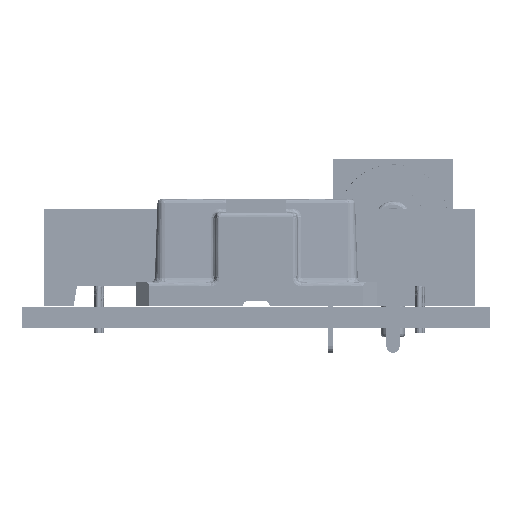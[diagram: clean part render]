
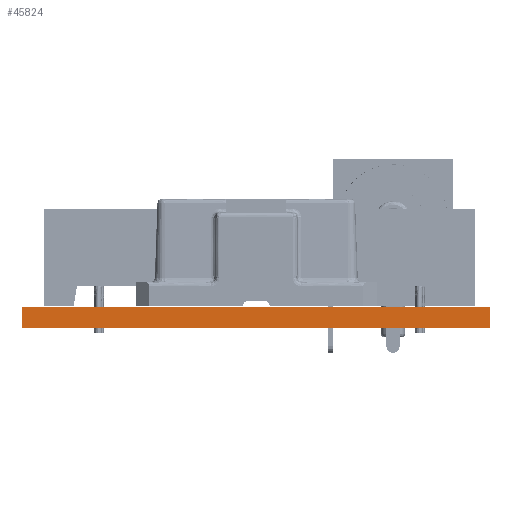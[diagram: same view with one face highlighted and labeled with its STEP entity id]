
A CAD part, left-side view. The second image highlights one B-rep face of the part: STEP entity #45824.
In plain terms, the highlighted planar face has unit normal (-1, 0, 0).
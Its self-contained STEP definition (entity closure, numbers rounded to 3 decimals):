
#37598 = PLANE('',#37599);
#37599 = AXIS2_PLACEMENT_3D('',#37600,#37601,#37602);
#37600 = CARTESIAN_POINT('',(54.86,-154.85,0.));
#37601 = DIRECTION('',(0.,1.,0.));
#37602 = DIRECTION('',(1.,0.,0.));
#37626 = PLANE('',#37627);
#37627 = AXIS2_PLACEMENT_3D('',#37628,#37629,#37630);
#37628 = CARTESIAN_POINT('',(203.86,-137.35,1.6));
#37629 = DIRECTION('',(0.,0.,1.));
#37630 = DIRECTION('',(1.,0.,-0.));
#37654 = PLANE('',#37655);
#37655 = AXIS2_PLACEMENT_3D('',#37656,#37657,#37658);
#37656 = CARTESIAN_POINT('',(352.86,-119.85,0.));
#37657 = DIRECTION('',(0.,-1.,0.));
#37658 = DIRECTION('',(-1.,0.,0.));
#37680 = PLANE('',#37681);
#37681 = AXIS2_PLACEMENT_3D('',#37682,#37683,#37684);
#37682 = CARTESIAN_POINT('',(203.86,-137.35,0.));
#37683 = DIRECTION('',(0.,0.,1.));
#37684 = DIRECTION('',(1.,0.,-0.));
#37695 = EDGE_CURVE('',#37696,#37698,#37700,.T.);
#37696 = VERTEX_POINT('',#37697);
#37697 = CARTESIAN_POINT('',(54.86,-154.85,0.));
#37698 = VERTEX_POINT('',#37699);
#37699 = CARTESIAN_POINT('',(54.86,-154.85,1.6));
#37700 = SURFACE_CURVE('',#37701,(#37705,#37712),.PCURVE_S1.);
#37701 = LINE('',#37702,#37703);
#37702 = CARTESIAN_POINT('',(54.86,-154.85,0.));
#37703 = VECTOR('',#37704,1.);
#37704 = DIRECTION('',(0.,0.,1.));
#37705 = PCURVE('',#37598,#37706);
#37706 = DEFINITIONAL_REPRESENTATION('',(#37707),#37711);
#37707 = LINE('',#37708,#37709);
#37708 = CARTESIAN_POINT('',(0.,0.));
#37709 = VECTOR('',#37710,1.);
#37710 = DIRECTION('',(0.,-1.));
#37711 = ( GEOMETRIC_REPRESENTATION_CONTEXT(2) 
PARAMETRIC_REPRESENTATION_CONTEXT() REPRESENTATION_CONTEXT('2D SPACE',''
  ) );
#37712 = PCURVE('',#37713,#37718);
#37713 = PLANE('',#37714);
#37714 = AXIS2_PLACEMENT_3D('',#37715,#37716,#37717);
#37715 = CARTESIAN_POINT('',(54.86,-119.85,0.));
#37716 = DIRECTION('',(1.,0.,-0.));
#37717 = DIRECTION('',(0.,-1.,0.));
#37718 = DEFINITIONAL_REPRESENTATION('',(#37719),#37723);
#37719 = LINE('',#37720,#37721);
#37720 = CARTESIAN_POINT('',(35.,0.));
#37721 = VECTOR('',#37722,1.);
#37722 = DIRECTION('',(0.,-1.));
#37723 = ( GEOMETRIC_REPRESENTATION_CONTEXT(2) 
PARAMETRIC_REPRESENTATION_CONTEXT() REPRESENTATION_CONTEXT('2D SPACE',''
  ) );
#37773 = VERTEX_POINT('',#37774);
#37774 = CARTESIAN_POINT('',(54.86,-119.85,1.6));
#37795 = EDGE_CURVE('',#37796,#37773,#37798,.T.);
#37796 = VERTEX_POINT('',#37797);
#37797 = CARTESIAN_POINT('',(54.86,-119.85,0.));
#37798 = SURFACE_CURVE('',#37799,(#37803,#37810),.PCURVE_S1.);
#37799 = LINE('',#37800,#37801);
#37800 = CARTESIAN_POINT('',(54.86,-119.85,0.));
#37801 = VECTOR('',#37802,1.);
#37802 = DIRECTION('',(0.,0.,1.));
#37803 = PCURVE('',#37654,#37804);
#37804 = DEFINITIONAL_REPRESENTATION('',(#37805),#37809);
#37805 = LINE('',#37806,#37807);
#37806 = CARTESIAN_POINT('',(298.,0.));
#37807 = VECTOR('',#37808,1.);
#37808 = DIRECTION('',(0.,-1.));
#37809 = ( GEOMETRIC_REPRESENTATION_CONTEXT(2) 
PARAMETRIC_REPRESENTATION_CONTEXT() REPRESENTATION_CONTEXT('2D SPACE',''
  ) );
#37810 = PCURVE('',#37713,#37811);
#37811 = DEFINITIONAL_REPRESENTATION('',(#37812),#37816);
#37812 = LINE('',#37813,#37814);
#37813 = CARTESIAN_POINT('',(0.,0.));
#37814 = VECTOR('',#37815,1.);
#37815 = DIRECTION('',(0.,-1.));
#37816 = ( GEOMETRIC_REPRESENTATION_CONTEXT(2) 
PARAMETRIC_REPRESENTATION_CONTEXT() REPRESENTATION_CONTEXT('2D SPACE',''
  ) );
#37844 = EDGE_CURVE('',#37796,#37696,#37845,.T.);
#37845 = SURFACE_CURVE('',#37846,(#37850,#37857),.PCURVE_S1.);
#37846 = LINE('',#37847,#37848);
#37847 = CARTESIAN_POINT('',(54.86,-119.85,0.));
#37848 = VECTOR('',#37849,1.);
#37849 = DIRECTION('',(0.,-1.,0.));
#37850 = PCURVE('',#37680,#37851);
#37851 = DEFINITIONAL_REPRESENTATION('',(#37852),#37856);
#37852 = LINE('',#37853,#37854);
#37853 = CARTESIAN_POINT('',(-149.,17.5));
#37854 = VECTOR('',#37855,1.);
#37855 = DIRECTION('',(0.,-1.));
#37856 = ( GEOMETRIC_REPRESENTATION_CONTEXT(2) 
PARAMETRIC_REPRESENTATION_CONTEXT() REPRESENTATION_CONTEXT('2D SPACE',''
  ) );
#37857 = PCURVE('',#37713,#37858);
#37858 = DEFINITIONAL_REPRESENTATION('',(#37859),#37863);
#37859 = LINE('',#37860,#37861);
#37860 = CARTESIAN_POINT('',(0.,0.));
#37861 = VECTOR('',#37862,1.);
#37862 = DIRECTION('',(1.,0.));
#37863 = ( GEOMETRIC_REPRESENTATION_CONTEXT(2) 
PARAMETRIC_REPRESENTATION_CONTEXT() REPRESENTATION_CONTEXT('2D SPACE',''
  ) );
#42187 = EDGE_CURVE('',#37773,#37698,#42188,.T.);
#42188 = SURFACE_CURVE('',#42189,(#42193,#42200),.PCURVE_S1.);
#42189 = LINE('',#42190,#42191);
#42190 = CARTESIAN_POINT('',(54.86,-119.85,1.6));
#42191 = VECTOR('',#42192,1.);
#42192 = DIRECTION('',(0.,-1.,0.));
#42193 = PCURVE('',#37626,#42194);
#42194 = DEFINITIONAL_REPRESENTATION('',(#42195),#42199);
#42195 = LINE('',#42196,#42197);
#42196 = CARTESIAN_POINT('',(-149.,17.5));
#42197 = VECTOR('',#42198,1.);
#42198 = DIRECTION('',(0.,-1.));
#42199 = ( GEOMETRIC_REPRESENTATION_CONTEXT(2) 
PARAMETRIC_REPRESENTATION_CONTEXT() REPRESENTATION_CONTEXT('2D SPACE',''
  ) );
#42200 = PCURVE('',#37713,#42201);
#42201 = DEFINITIONAL_REPRESENTATION('',(#42202),#42206);
#42202 = LINE('',#42203,#42204);
#42203 = CARTESIAN_POINT('',(0.,-1.6));
#42204 = VECTOR('',#42205,1.);
#42205 = DIRECTION('',(1.,0.));
#42206 = ( GEOMETRIC_REPRESENTATION_CONTEXT(2) 
PARAMETRIC_REPRESENTATION_CONTEXT() REPRESENTATION_CONTEXT('2D SPACE',''
  ) );
#45824 = ADVANCED_FACE('',(#45825),#37713,.F.);
#45825 = FACE_BOUND('',#45826,.F.);
#45826 = EDGE_LOOP('',(#45827,#45828,#45829,#45830));
#45827 = ORIENTED_EDGE('',*,*,#37795,.T.);
#45828 = ORIENTED_EDGE('',*,*,#42187,.T.);
#45829 = ORIENTED_EDGE('',*,*,#37695,.F.);
#45830 = ORIENTED_EDGE('',*,*,#37844,.F.);
